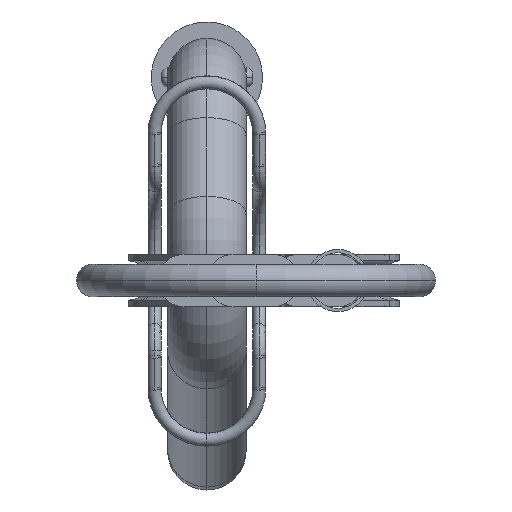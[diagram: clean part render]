
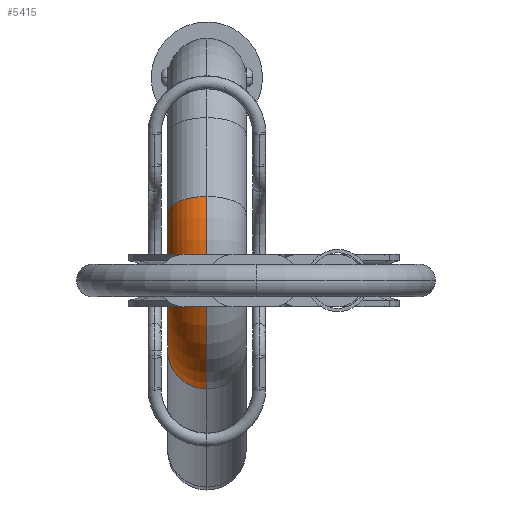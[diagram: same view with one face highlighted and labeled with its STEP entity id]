
A CAD part, left-side view. The second image highlights one B-rep face of the part: STEP entity #5415.
In plain terms, the highlighted toroidal (fillet/blend) face has major radius 15 mm and minor radius 6 mm.
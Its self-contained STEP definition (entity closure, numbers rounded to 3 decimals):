
#49 = DIRECTION ( 'NONE',  ( -0.978, 0.21, 0. ) ) ;
#301 = DIRECTION ( 'NONE',  ( -1., 0., 0. ) ) ;
#696 = CARTESIAN_POINT ( 'NONE',  ( 59.613, 47.567, 0. ) ) ;
#803 = CARTESIAN_POINT ( 'NONE',  ( 57.097, 35.833, 0. ) ) ;
#941 = AXIS2_PLACEMENT_3D ( 'NONE', #3549, #4412, #1853 ) ;
#1070 = CARTESIAN_POINT ( 'NONE',  ( 68.806, 20.694, 0. ) ) ;
#1184 = VERTEX_POINT ( 'NONE', #2980 ) ;
#1190 = AXIS2_PLACEMENT_3D ( 'NONE', #1070, #5447, #4894 ) ;
#1564 = CARTESIAN_POINT ( 'NONE',  ( 55.211, 27.033, 0. ) ) ;
#1745 = EDGE_CURVE ( 'NONE', #2237, #5235, #2146, .T. ) ;
#1853 = DIRECTION ( 'NONE',  ( -1., 0., 0. ) ) ;
#2003 = CIRCLE ( 'NONE', #1190, 6. ) ;
#2016 = DIRECTION ( 'NONE',  ( -1., 0., 0. ) ) ;
#2146 = CIRCLE ( 'NONE', #3999, 6. ) ;
#2221 = CARTESIAN_POINT ( 'NONE',  ( 58.355, 41.7, 0. ) ) ;
#2237 = VERTEX_POINT ( 'NONE', #696 ) ;
#2316 = ORIENTED_EDGE ( 'NONE', *, *, #3311, .T. ) ;
#2719 = CIRCLE ( 'NONE', #5091, 9. ) ;
#2980 = CARTESIAN_POINT ( 'NONE',  ( 74.244, 18.158, 0. ) ) ;
#3030 = EDGE_CURVE ( 'NONE', #5235, #4136, #2719, .T. ) ;
#3189 = ORIENTED_EDGE ( 'NONE', *, *, #1745, .F. ) ;
#3250 = EDGE_CURVE ( 'NONE', #1184, #4136, #2003, .T. ) ;
#3311 = EDGE_CURVE ( 'NONE', #2237, #1184, #4073, .T. ) ;
#3388 = ORIENTED_EDGE ( 'NONE', *, *, #3250, .T. ) ;
#3549 = CARTESIAN_POINT ( 'NONE',  ( 55.211, 27.033, 0. ) ) ;
#3721 = FACE_OUTER_BOUND ( 'NONE', #4846, .T. ) ;
#3794 = CARTESIAN_POINT ( 'NONE',  ( 63.368, 23.23, 0. ) ) ;
#3832 = AXIS2_PLACEMENT_3D ( 'NONE', #4953, #5405, #2016 ) ;
#3999 = AXIS2_PLACEMENT_3D ( 'NONE', #2221, #49, #5180 ) ;
#4073 = CIRCLE ( 'NONE', #3832, 21. ) ;
#4136 = VERTEX_POINT ( 'NONE', #3794 ) ;
#4412 = DIRECTION ( 'NONE',  ( 0., 0., -1. ) ) ;
#4582 = TOROIDAL_SURFACE ( 'NONE', #941, 15., 6. ) ;
#4846 = EDGE_LOOP ( 'NONE', ( #3189, #2316, #3388, #5456 ) ) ;
#4894 = DIRECTION ( 'NONE',  ( 0., 0., -1. ) ) ;
#4953 = CARTESIAN_POINT ( 'NONE',  ( 55.211, 27.033, 0. ) ) ;
#5091 = AXIS2_PLACEMENT_3D ( 'NONE', #1564, #5376, #301 ) ;
#5180 = DIRECTION ( 'NONE',  ( 0., 0., -1. ) ) ;
#5235 = VERTEX_POINT ( 'NONE', #803 ) ;
#5376 = DIRECTION ( 'NONE',  ( 0., 0., -1. ) ) ;
#5405 = DIRECTION ( 'NONE',  ( 0., 0., -1. ) ) ;
#5415 = ADVANCED_FACE ( 'NONE', ( #3721 ), #4582, .T. ) ;
#5447 = DIRECTION ( 'NONE',  ( 0.423, 0.906, 0. ) ) ;
#5456 = ORIENTED_EDGE ( 'NONE', *, *, #3030, .F. ) ;
